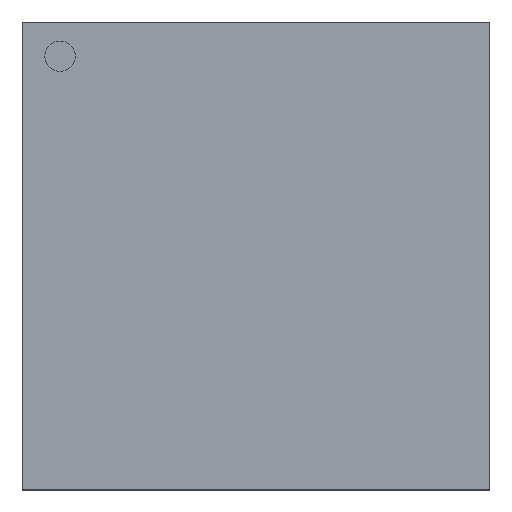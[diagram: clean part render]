
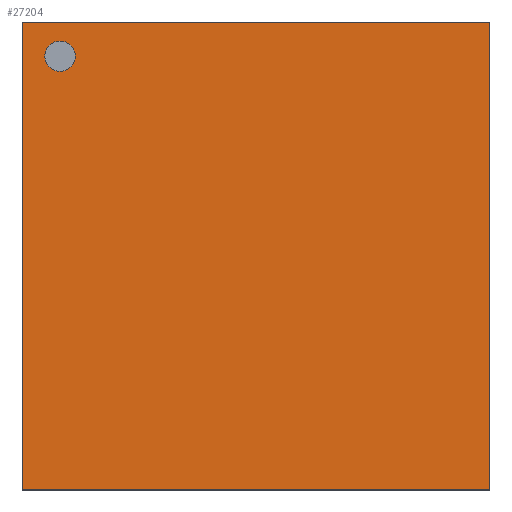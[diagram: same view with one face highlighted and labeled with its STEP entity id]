
A CAD part, top view. The second image highlights one B-rep face of the part: STEP entity #27204.
In plain terms, the highlighted planar face has unit normal (0, 0, 1).
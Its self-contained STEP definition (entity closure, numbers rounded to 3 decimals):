
#27140 = VERTEX_POINT('',#27141);
#27141 = CARTESIAN_POINT('',(-6.15,-6.15,0.9));
#27156 = VERTEX_POINT('',#27157);
#27157 = CARTESIAN_POINT('',(-6.15,6.15,0.9));
#27163 = EDGE_CURVE('',#27140,#27156,#27164,.T.);
#27164 = LINE('',#27165,#27166);
#27165 = CARTESIAN_POINT('',(-6.15,-6.15,0.9));
#27166 = VECTOR('',#27167,1.);
#27167 = DIRECTION('',(0.,1.,0.));
#27186 = EDGE_CURVE('',#27140,#27187,#27189,.T.);
#27187 = VERTEX_POINT('',#27188);
#27188 = CARTESIAN_POINT('',(6.15,-6.15,0.9));
#27189 = LINE('',#27190,#27191);
#27190 = CARTESIAN_POINT('',(-6.15,-6.15,0.9));
#27191 = VECTOR('',#27192,1.);
#27192 = DIRECTION('',(1.,0.,0.));
#27204 = ADVANCED_FACE('',(#27205,#27223),#27234,.T.);
#27205 = FACE_BOUND('',#27206,.T.);
#27206 = EDGE_LOOP('',(#27207,#27208,#27209,#27217));
#27207 = ORIENTED_EDGE('',*,*,#27163,.F.);
#27208 = ORIENTED_EDGE('',*,*,#27186,.T.);
#27209 = ORIENTED_EDGE('',*,*,#27210,.T.);
#27210 = EDGE_CURVE('',#27187,#27211,#27213,.T.);
#27211 = VERTEX_POINT('',#27212);
#27212 = CARTESIAN_POINT('',(6.15,6.15,0.9));
#27213 = LINE('',#27214,#27215);
#27214 = CARTESIAN_POINT('',(6.15,-6.15,0.9));
#27215 = VECTOR('',#27216,1.);
#27216 = DIRECTION('',(0.,1.,0.));
#27217 = ORIENTED_EDGE('',*,*,#27218,.F.);
#27218 = EDGE_CURVE('',#27156,#27211,#27219,.T.);
#27219 = LINE('',#27220,#27221);
#27220 = CARTESIAN_POINT('',(-6.15,6.15,0.9));
#27221 = VECTOR('',#27222,1.);
#27222 = DIRECTION('',(1.,0.,0.));
#27223 = FACE_BOUND('',#27224,.T.);
#27224 = EDGE_LOOP('',(#27225));
#27225 = ORIENTED_EDGE('',*,*,#27226,.F.);
#27226 = EDGE_CURVE('',#27227,#27227,#27229,.T.);
#27227 = VERTEX_POINT('',#27228);
#27228 = CARTESIAN_POINT('',(-4.75,5.25,0.9));
#27229 = CIRCLE('',#27230,0.4);
#27230 = AXIS2_PLACEMENT_3D('',#27231,#27232,#27233);
#27231 = CARTESIAN_POINT('',(-5.15,5.25,0.9));
#27232 = DIRECTION('',(0.,0.,1.));
#27233 = DIRECTION('',(1.,0.,0.));
#27234 = PLANE('',#27235);
#27235 = AXIS2_PLACEMENT_3D('',#27236,#27237,#27238);
#27236 = CARTESIAN_POINT('',(-6.15,-6.15,0.9));
#27237 = DIRECTION('',(0.,0.,1.));
#27238 = DIRECTION('',(1.,0.,0.));
